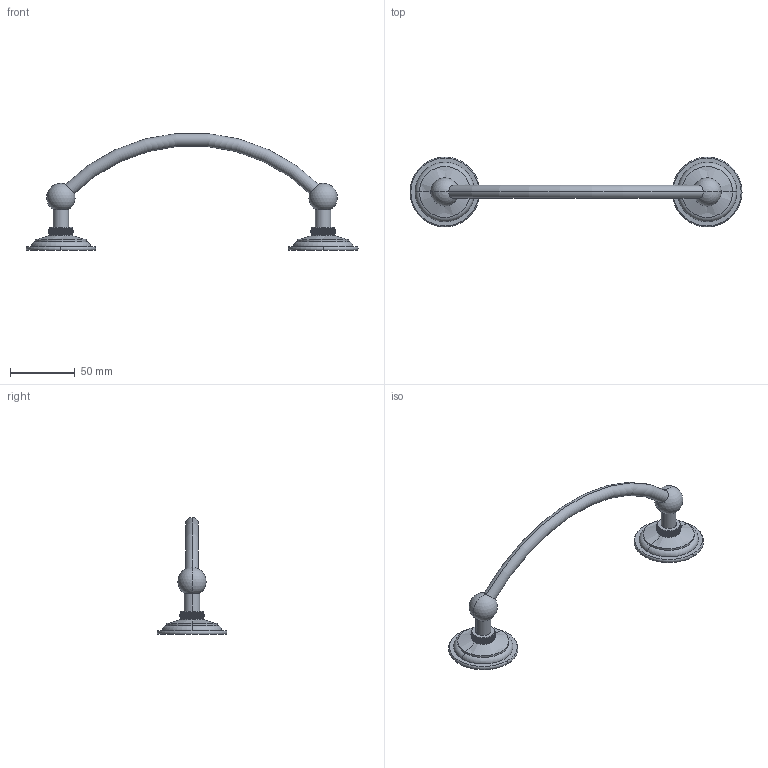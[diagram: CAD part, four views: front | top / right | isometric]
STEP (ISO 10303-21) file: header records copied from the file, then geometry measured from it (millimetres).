
FILE_DESCRIPTION((''),'2;1');
FILE_NAME('1600-1200','2025-04-21T18:07:42',('SwamiS'),(''),'CREO PARAMETRIC BY PTC INC, 2023134','CREO PARAMETRIC BY PTC INC, 2023134','');
FILE_SCHEMA(('CONFIG_CONTROL_DESIGN'));
Length unit declared in the file: inch
Products named in the file (1): 1600-1200
Bounding box: 257.2 x 54 x 90.6 mm (x, y, z)
Volume: 66396.6 mm3; surface area: 22405.7 mm2
Topology: 1 solids, 1 shells, 532 faces, 904 edges, 378 vertices
Faces by surface type: plane 330, bspline 164, cylinder 24, torus 10, sphere 4
Entity records: 15860 total; most frequent: CARTESIAN_POINT 7194, ORIENTED_EDGE 1800, DIRECTION 1712, EDGE_CURVE 900, AXIS2_PLACEMENT_3D 764, EDGE_LOOP 540, FACE_OUTER_BOUND 532, ADVANCED_FACE 532
